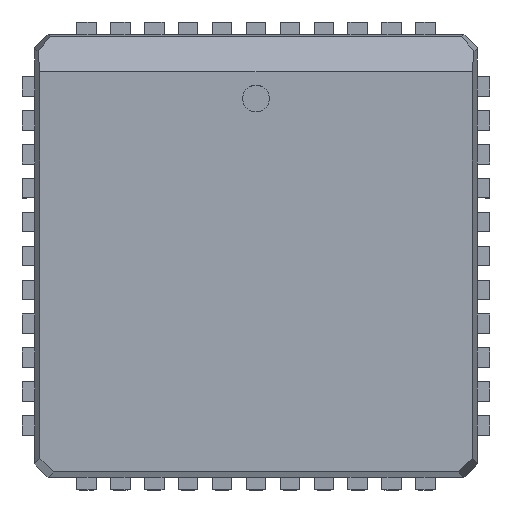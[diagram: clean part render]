
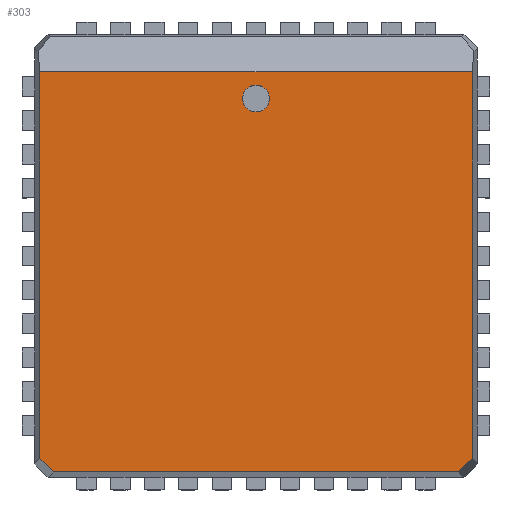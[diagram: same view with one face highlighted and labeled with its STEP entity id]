
A CAD part, top view. The second image highlights one B-rep face of the part: STEP entity #303.
In plain terms, the highlighted free-form (B-spline) face has degree [1, 1] with [2, 2] control points.
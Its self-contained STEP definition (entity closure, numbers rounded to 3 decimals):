
#70=CARTESIAN_POINT('',(0.5,5.893,4.385));
#71=VERTEX_POINT('',#70);
#80=CARTESIAN_POINT('',(-0.5,5.893,4.385));
#81=VERTEX_POINT('',#80);
#82=CARTESIAN_POINT('',(0.,5.893,4.385));
#83=DIRECTION('',(0.0,0.0,-1.0));
#84=DIRECTION('',(1.0,0.0,0.0));
#85=AXIS2_PLACEMENT_3D('',#82,#83,#84);
#86=CIRCLE('',#85,0.5);
#87=EDGE_CURVE('',#81,#71,#86,.T.);
#121=CARTESIAN_POINT('',(0.,5.893,4.385));
#122=DIRECTION('',(0.0,0.0,-1.0));
#123=DIRECTION('',(1.0,0.0,0.0));
#124=AXIS2_PLACEMENT_3D('',#121,#122,#123);
#125=CIRCLE('',#124,0.5);
#126=EDGE_CURVE('',#71,#81,#125,.T.);
#172=CARTESIAN_POINT('',(-8.093,6.893,4.385));
#173=VERTEX_POINT('',#172);
#180=CARTESIAN_POINT('',(8.093,6.893,4.385));
#181=VERTEX_POINT('',#180);
#182=CARTESIAN_POINT('',(-8.093,6.893,4.385));
#183=DIRECTION('',(1.0,0.0,0.0));
#184=VECTOR('',#183,16.185);
#185=LINE('',#182,#184);
#186=EDGE_CURVE('',#173,#181,#185,.T.);
#234=CARTESIAN_POINT('',(8.093,-7.59,4.385));
#235=VERTEX_POINT('',#234);
#236=CARTESIAN_POINT('',(8.093,6.893,4.385));
#237=DIRECTION('',(0.0,-1.0,0.0));
#238=VECTOR('',#237,14.482);
#239=LINE('',#236,#238);
#240=EDGE_CURVE('',#181,#235,#239,.T.);
#260=CARTESIAN_POINT('',(-8.093,-8.093,4.385));
#261=CARTESIAN_POINT('',(8.093,-8.093,4.385));
#262=CARTESIAN_POINT('',(-8.093,6.893,4.385));
#263=CARTESIAN_POINT('',(8.093,6.893,4.385));
#264=B_SPLINE_SURFACE_WITH_KNOTS('',1,1,((#260,#262),(#261,#263)),.UNSPECIFIED.,.F.,.F.,.U.,(2,2),(2,2),(0.0,16.185),(0.0,14.985),.UNSPECIFIED.);
#265=ORIENTED_EDGE('',*,*,#186,.F.);
#266=CARTESIAN_POINT('',(-8.093,-7.59,4.385));
#267=VERTEX_POINT('',#266);
#268=CARTESIAN_POINT('',(-8.093,-7.59,4.385));
#269=DIRECTION('',(0.0,1.0,0.0));
#270=VECTOR('',#269,14.482);
#271=LINE('',#268,#270);
#272=EDGE_CURVE('',#267,#173,#271,.T.);
#273=ORIENTED_EDGE('',*,*,#272,.F.);
#274=CARTESIAN_POINT('',(-7.59,-8.093,4.385));
#275=VERTEX_POINT('',#274);
#276=CARTESIAN_POINT('',(-7.59,-8.093,4.385));
#277=DIRECTION('',(-0.707,0.707,0.0));
#278=VECTOR('',#277,0.711);
#279=LINE('',#276,#278);
#280=EDGE_CURVE('',#275,#267,#279,.T.);
#281=ORIENTED_EDGE('',*,*,#280,.F.);
#282=CARTESIAN_POINT('',(7.59,-8.093,4.385));
#283=VERTEX_POINT('',#282);
#284=CARTESIAN_POINT('',(7.59,-8.093,4.385));
#285=DIRECTION('',(-1.0,0.0,0.0));
#286=VECTOR('',#285,15.18);
#287=LINE('',#284,#286);
#288=EDGE_CURVE('',#283,#275,#287,.T.);
#289=ORIENTED_EDGE('',*,*,#288,.F.);
#290=CARTESIAN_POINT('',(8.093,-7.59,4.385));
#291=DIRECTION('',(-0.707,-0.707,0.0));
#292=VECTOR('',#291,0.711);
#293=LINE('',#290,#292);
#294=EDGE_CURVE('',#235,#283,#293,.T.);
#295=ORIENTED_EDGE('',*,*,#294,.F.);
#296=ORIENTED_EDGE('',*,*,#240,.F.);
#297=EDGE_LOOP('',(#265,#273,#281,#289,#295,#296));
#298=FACE_OUTER_BOUND('',#297,.T.);
#299=ORIENTED_EDGE('',*,*,#126,.T.);
#300=ORIENTED_EDGE('',*,*,#87,.T.);
#301=EDGE_LOOP('',(#299,#300));
#302=FACE_BOUND('',#301,.T.);
#303=ADVANCED_FACE('',(#298,#302),#264,.T.);
